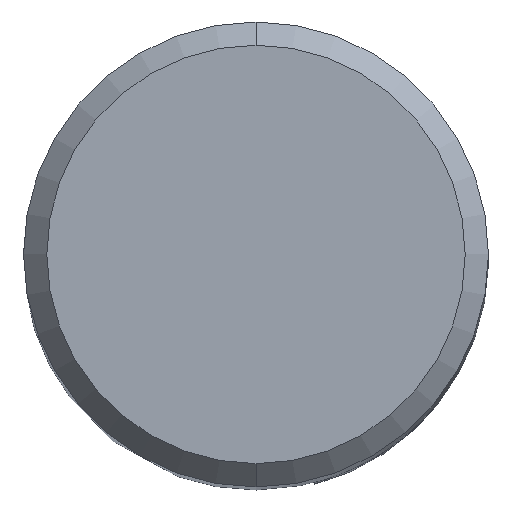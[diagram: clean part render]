
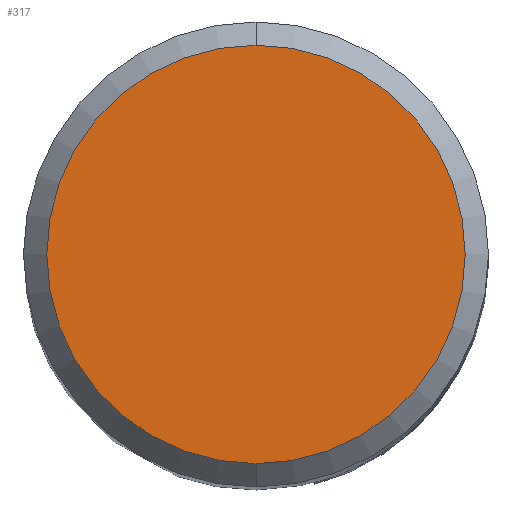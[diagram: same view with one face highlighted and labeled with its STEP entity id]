
A CAD part, top view. The second image highlights one B-rep face of the part: STEP entity #317.
In plain terms, the highlighted planar face has unit normal (0, 0, 1).
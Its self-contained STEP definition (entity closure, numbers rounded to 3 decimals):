
#181=VERTEX_POINT('',#472);
#209=EDGE_CURVE('',#181,#295,#502,.T.);
#295=VERTEX_POINT('',#596);
#317=ADVANCED_FACE('',(#620),#621,.T.);
#367=EDGE_CURVE('',#295,#181,#674,.T.);
#472=CARTESIAN_POINT('',(0.0,9.0,0.0));
#502=CIRCLE('',#946,9.0);
#596=CARTESIAN_POINT('',(0.,-9.0,0.0));
#620=FACE_OUTER_BOUND('',#1628,.T.);
#621=PLANE('',#1629);
#674=CIRCLE('',#1830,9.0);
#946=AXIS2_PLACEMENT_3D('',#2342,#2343,#2344);
#1628=EDGE_LOOP('',(#2475,#2476));
#1629=AXIS2_PLACEMENT_3D('',#2477,#2478,#2479);
#1830=AXIS2_PLACEMENT_3D('',#2528,#2529,#2530);
#2342=CARTESIAN_POINT('',(0.0,0.0,0.0));
#2343=DIRECTION('',(0.0,0.0,-1.0));
#2344=DIRECTION('',(0.0,1.0,0.0));
#2475=ORIENTED_EDGE('',*,*,#209,.F.);
#2476=ORIENTED_EDGE('',*,*,#367,.F.);
#2477=CARTESIAN_POINT('',(0.0,4.5,0.0));
#2478=DIRECTION('',(-0.0,0.0,1.0));
#2479=DIRECTION('',(0.0,-1.0,0.0));
#2528=CARTESIAN_POINT('',(0.0,0.0,0.0));
#2529=DIRECTION('',(0.0,0.0,-1.0));
#2530=DIRECTION('',(0.0,1.0,0.0));
